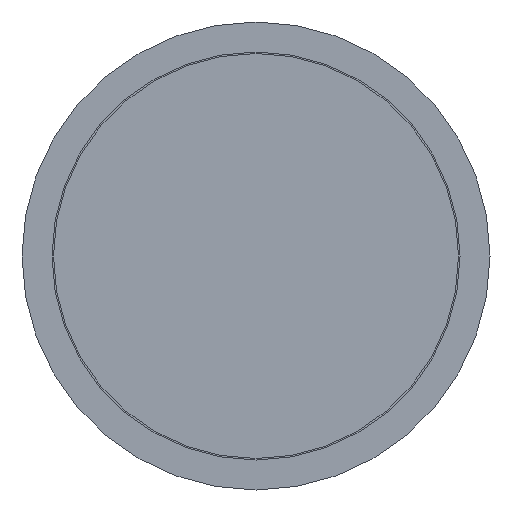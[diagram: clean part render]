
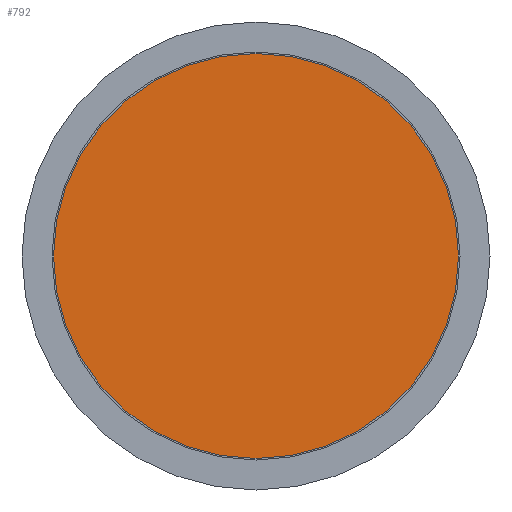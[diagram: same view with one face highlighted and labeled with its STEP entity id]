
A CAD part, front view. The second image highlights one B-rep face of the part: STEP entity #792.
In plain terms, the highlighted planar face has unit normal (0, -1, 0).
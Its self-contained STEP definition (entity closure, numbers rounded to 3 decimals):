
#135 = DIRECTION ( 'NONE',  ( 0., 0., -1. ) ) ;
#143 = DIRECTION ( 'NONE',  ( 0., 1., 0. ) ) ;
#230 = VERTEX_POINT ( 'NONE', #753 ) ;
#265 = EDGE_LOOP ( 'NONE', ( #880 ) ) ;
#268 = CARTESIAN_POINT ( 'NONE',  ( 0., 0., 0. ) ) ;
#407 = DIRECTION ( 'NONE',  ( 0., -1., 0. ) ) ;
#480 = EDGE_CURVE ( 'NONE', #230, #230, #762, .T. ) ;
#481 = AXIS2_PLACEMENT_3D ( 'NONE', #268, #407, #135 ) ;
#507 = FACE_OUTER_BOUND ( 'NONE', #265, .T. ) ;
#536 = AXIS2_PLACEMENT_3D ( 'NONE', #892, #143, #819 ) ;
#753 = CARTESIAN_POINT ( 'NONE',  ( 0., 0., -33.75 ) ) ;
#762 = CIRCLE ( 'NONE', #481, 33.75 ) ;
#792 = ADVANCED_FACE ( 'NONE', ( #507 ), #827, .F. ) ;
#819 = DIRECTION ( 'NONE',  ( 0., 0., 1. ) ) ;
#827 = PLANE ( 'NONE',  #536 ) ;
#880 = ORIENTED_EDGE ( 'NONE', *, *, #480, .T. ) ;
#892 = CARTESIAN_POINT ( 'NONE',  ( -33.75, 0., 0. ) ) ;
